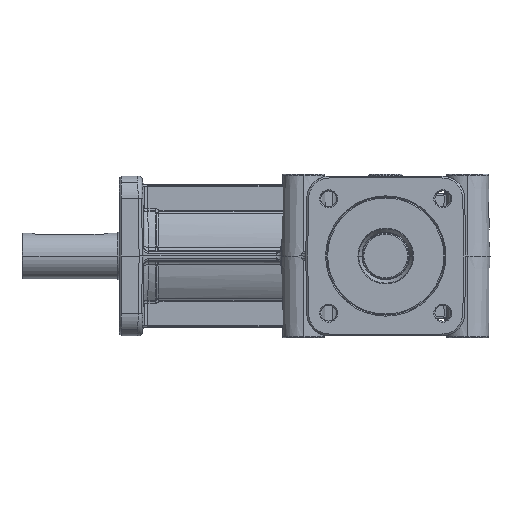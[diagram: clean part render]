
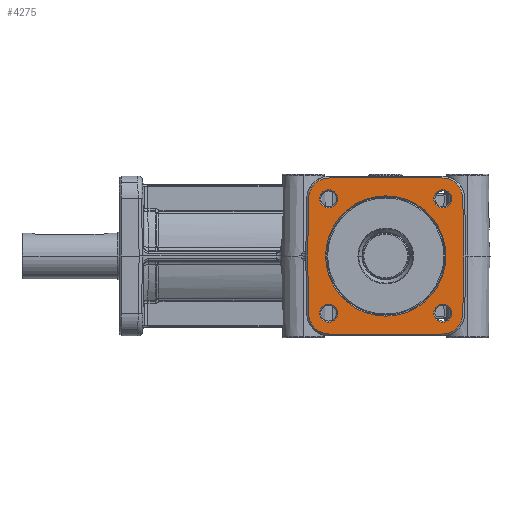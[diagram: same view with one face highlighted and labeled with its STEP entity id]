
A CAD part, left-side view. The second image highlights one B-rep face of the part: STEP entity #4275.
In plain terms, the highlighted planar face has unit normal (-1, 0, 0).
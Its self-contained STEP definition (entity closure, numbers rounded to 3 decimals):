
#4275=ADVANCED_FACE('',(#10851,#10852,#10853,#10854,#10855,#10856),#10857,.T.);
#10851=FACE_OUTER_BOUND('',#20876,.T.);
#10852=FACE_BOUND('',#20877,.T.);
#10853=FACE_BOUND('',#20878,.T.);
#10854=FACE_BOUND('',#20879,.T.);
#10855=FACE_BOUND('',#20880,.T.);
#10856=FACE_BOUND('',#20881,.T.);
#10857=PLANE('',#20882);
#20876=EDGE_LOOP('',(#98818,#98819,#98820,#98821,#98822,#98823,#98824,#98825,#98826,#98827,#98828,#98829,#98830,#98831));
#20877=EDGE_LOOP('',(#98832,#98833));
#20878=EDGE_LOOP('',(#98834,#98835));
#20879=EDGE_LOOP('',(#98836,#98837));
#20880=EDGE_LOOP('',(#98838,#98839));
#20881=EDGE_LOOP('',(#98840,#98841));
#20882=AXIS2_PLACEMENT_3D('',#98842,#98843,#98844);
#98818=ORIENTED_EDGE('',*,*,#119537,.F.);
#98819=ORIENTED_EDGE('',*,*,#119538,.F.);
#98820=ORIENTED_EDGE('',*,*,#117435,.F.);
#98821=ORIENTED_EDGE('',*,*,#119539,.F.);
#98822=ORIENTED_EDGE('',*,*,#119540,.F.);
#98823=ORIENTED_EDGE('',*,*,#117427,.F.);
#98824=ORIENTED_EDGE('',*,*,#119541,.F.);
#98825=ORIENTED_EDGE('',*,*,#119542,.F.);
#98826=ORIENTED_EDGE('',*,*,#119543,.F.);
#98827=ORIENTED_EDGE('',*,*,#117423,.F.);
#98828=ORIENTED_EDGE('',*,*,#119544,.F.);
#98829=ORIENTED_EDGE('',*,*,#119545,.F.);
#98830=ORIENTED_EDGE('',*,*,#117431,.F.);
#98831=ORIENTED_EDGE('',*,*,#119546,.F.);
#98832=ORIENTED_EDGE('',*,*,#119547,.F.);
#98833=ORIENTED_EDGE('',*,*,#117539,.F.);
#98834=ORIENTED_EDGE('',*,*,#119548,.F.);
#98835=ORIENTED_EDGE('',*,*,#117519,.F.);
#98836=ORIENTED_EDGE('',*,*,#119549,.F.);
#98837=ORIENTED_EDGE('',*,*,#117510,.F.);
#98838=ORIENTED_EDGE('',*,*,#119550,.F.);
#98839=ORIENTED_EDGE('',*,*,#117530,.F.);
#98840=ORIENTED_EDGE('',*,*,#119534,.F.);
#98841=ORIENTED_EDGE('',*,*,#119268,.F.);
#98842=CARTESIAN_POINT('',(-75.0,18.5,0.0));
#98843=DIRECTION('',(-1.0,0.0,0.0));
#98844=DIRECTION('',(0.0,0.0,1.0));
#117423=EDGE_CURVE('',#128598,#128600,#128601,.T.);
#117427=EDGE_CURVE('',#128604,#128606,#128607,.T.);
#117431=EDGE_CURVE('',#128610,#128612,#128613,.T.);
#117435=EDGE_CURVE('',#128616,#128618,#128619,.T.);
#117510=EDGE_CURVE('',#128734,#128736,#128737,.T.);
#117519=EDGE_CURVE('',#128749,#128751,#128752,.T.);
#117530=EDGE_CURVE('',#128768,#128770,#128771,.T.);
#117539=EDGE_CURVE('',#128782,#128784,#128785,.T.);
#119268=EDGE_CURVE('',#131824,#131826,#131827,.T.);
#119534=EDGE_CURVE('',#131826,#131824,#132205,.T.);
#119537=EDGE_CURVE('',#132208,#132209,#132210,.T.);
#119538=EDGE_CURVE('',#128618,#132208,#132211,.T.);
#119539=EDGE_CURVE('',#132212,#128616,#132213,.T.);
#119540=EDGE_CURVE('',#128606,#132212,#132214,.T.);
#119541=EDGE_CURVE('',#132215,#128604,#132216,.T.);
#119542=EDGE_CURVE('',#132217,#132215,#132218,.T.);
#119543=EDGE_CURVE('',#128600,#132217,#132219,.T.);
#119544=EDGE_CURVE('',#132220,#128598,#132221,.T.);
#119545=EDGE_CURVE('',#128612,#132220,#132222,.T.);
#119546=EDGE_CURVE('',#132209,#128610,#132223,.T.);
#119547=EDGE_CURVE('',#128784,#128782,#132224,.T.);
#119548=EDGE_CURVE('',#128751,#128749,#132225,.T.);
#119549=EDGE_CURVE('',#128736,#128734,#132226,.T.);
#119550=EDGE_CURVE('',#128770,#128768,#132227,.T.);
#128598=VERTEX_POINT('',#145219);
#128600=VERTEX_POINT('',#145222);
#128601=CIRCLE('',#145223,11.0);
#128604=VERTEX_POINT('',#145227);
#128606=VERTEX_POINT('',#145230);
#128607=CIRCLE('',#145231,11.0);
#128610=VERTEX_POINT('',#145235);
#128612=VERTEX_POINT('',#145238);
#128613=CIRCLE('',#145239,11.0);
#128616=VERTEX_POINT('',#145243);
#128618=VERTEX_POINT('',#145246);
#128619=CIRCLE('',#145247,11.0);
#128734=VERTEX_POINT('',#145424);
#128736=VERTEX_POINT('',#145427);
#128737=CIRCLE('',#145428,4.765);
#128749=VERTEX_POINT('',#145443);
#128751=VERTEX_POINT('',#145446);
#128752=CIRCLE('',#145447,4.765);
#128768=VERTEX_POINT('',#145491);
#128770=VERTEX_POINT('',#145494);
#128771=CIRCLE('',#145495,4.765);
#128782=VERTEX_POINT('',#145509);
#128784=VERTEX_POINT('',#145512);
#128785=CIRCLE('',#145513,4.765);
#131824=VERTEX_POINT('',#152234);
#131826=VERTEX_POINT('',#152237);
#131827=CIRCLE('',#152238,31.577);
#132205=CIRCLE('',#152891,31.577);
#132208=VERTEX_POINT('',#152894);
#132209=VERTEX_POINT('',#152895);
#132210=LINE('',#152896,#152897);
#132211=LINE('',#152898,#152899);
#132212=VERTEX_POINT('',#152900);
#132213=CIRCLE('',#152901,11.0);
#132214=LINE('',#152902,#152903);
#132215=VERTEX_POINT('',#152904);
#132216=CIRCLE('',#152905,11.0);
#132217=VERTEX_POINT('',#152906);
#132218=LINE('',#152907,#152908);
#132219=LINE('',#152909,#152910);
#132220=VERTEX_POINT('',#152911);
#132221=CIRCLE('',#152912,11.0);
#132222=LINE('',#152913,#152914);
#132223=CIRCLE('',#152915,11.0);
#132224=CIRCLE('',#152916,4.765);
#132225=CIRCLE('',#152917,4.765);
#132226=CIRCLE('',#152918,4.765);
#132227=CIRCLE('',#152919,4.765);
#145219=CARTESIAN_POINT('',(-75.0,37.185,-37.846));
#145222=CARTESIAN_POINT('',(-75.0,40.473,-30.192));
#145223=AXIS2_PLACEMENT_3D('',#185193,#185194,#185195);
#145227=CARTESIAN_POINT('',(-75.0,37.185,37.846));
#145230=CARTESIAN_POINT('',(-75.0,29.475,41.0));
#145231=AXIS2_PLACEMENT_3D('',#185198,#185199,#185200);
#145235=CARTESIAN_POINT('',(-75.0,-37.185,-37.846));
#145238=CARTESIAN_POINT('',(-75.0,-29.475,-41.0));
#145239=AXIS2_PLACEMENT_3D('',#185203,#185204,#185205);
#145243=CARTESIAN_POINT('',(-75.0,-37.185,37.846));
#145246=CARTESIAN_POINT('',(-75.0,-40.473,30.192));
#145247=AXIS2_PLACEMENT_3D('',#185208,#185209,#185210);
#145424=CARTESIAN_POINT('',(-75.0,25.235,-30.0));
#145427=CARTESIAN_POINT('',(-75.0,34.765,-30.0));
#145428=AXIS2_PLACEMENT_3D('',#185305,#185306,#185307);
#145443=CARTESIAN_POINT('',(-75.0,-34.765,30.0));
#145446=CARTESIAN_POINT('',(-75.0,-25.235,30.0));
#145447=AXIS2_PLACEMENT_3D('',#185318,#185319,#185320);
#145491=CARTESIAN_POINT('',(-75.0,-34.765,-30.0));
#145494=CARTESIAN_POINT('',(-75.0,-25.235,-30.0));
#145495=AXIS2_PLACEMENT_3D('',#185334,#185335,#185336);
#145509=CARTESIAN_POINT('',(-75.0,25.235,30.0));
#145512=CARTESIAN_POINT('',(-75.0,34.765,30.0));
#145513=AXIS2_PLACEMENT_3D('',#185347,#185348,#185349);
#152234=CARTESIAN_POINT('',(-75.0,31.577,0.));
#152237=CARTESIAN_POINT('',(-75.0,-31.577,0.));
#152238=AXIS2_PLACEMENT_3D('',#187479,#187480,#187481);
#152891=AXIS2_PLACEMENT_3D('',#187817,#187818,#187819);
#152894=CARTESIAN_POINT('',(-75.0,-41.,0.));
#152895=CARTESIAN_POINT('',(-75.0,-40.473,-30.192));
#152896=CARTESIAN_POINT('',(-75.0,-41.,0.));
#152897=VECTOR('',#187820,30.197);
#152898=CARTESIAN_POINT('',(-75.0,-40.473,30.192));
#152899=VECTOR('',#187821,30.197);
#152900=CARTESIAN_POINT('',(-75.0,-29.475,41.0));
#152901=AXIS2_PLACEMENT_3D('',#187822,#187823,#187824);
#152902=CARTESIAN_POINT('',(-75.0,29.475,41.0));
#152903=VECTOR('',#187825,58.949);
#152904=CARTESIAN_POINT('',(-75.0,40.473,30.192));
#152905=AXIS2_PLACEMENT_3D('',#187826,#187827,#187828);
#152906=CARTESIAN_POINT('',(-75.0,41.,0.));
#152907=CARTESIAN_POINT('',(-75.0,41.,0.));
#152908=VECTOR('',#187829,30.197);
#152909=CARTESIAN_POINT('',(-75.0,40.473,-30.192));
#152910=VECTOR('',#187830,30.197);
#152911=CARTESIAN_POINT('',(-75.0,29.475,-41.0));
#152912=AXIS2_PLACEMENT_3D('',#187831,#187832,#187833);
#152913=CARTESIAN_POINT('',(-75.0,-29.475,-41.0));
#152914=VECTOR('',#187834,58.949);
#152915=AXIS2_PLACEMENT_3D('',#187835,#187836,#187837);
#152916=AXIS2_PLACEMENT_3D('',#187838,#187839,#187840);
#152917=AXIS2_PLACEMENT_3D('',#187841,#187842,#187843);
#152918=AXIS2_PLACEMENT_3D('',#187844,#187845,#187846);
#152919=AXIS2_PLACEMENT_3D('',#187847,#187848,#187849);
#185193=CARTESIAN_POINT('',(-75.0,29.475,-30.0));
#185194=DIRECTION('',(1.0,0.0,0.0));
#185195=DIRECTION('',(0.0,0.701,-0.713));
#185198=CARTESIAN_POINT('',(-75.0,29.475,30.0));
#185199=DIRECTION('',(1.0,0.0,-0.0));
#185200=DIRECTION('',(0.0,0.701,0.713));
#185203=CARTESIAN_POINT('',(-75.0,-29.475,-30.0));
#185204=DIRECTION('',(1.0,0.0,0.0));
#185205=DIRECTION('',(0.0,-0.701,-0.713));
#185208=CARTESIAN_POINT('',(-75.0,-29.475,30.0));
#185209=DIRECTION('',(1.0,0.0,0.0));
#185210=DIRECTION('',(0.0,-0.701,0.713));
#185305=CARTESIAN_POINT('',(-75.0,30.0,-30.0));
#185306=DIRECTION('',(-1.0,0.0,0.0));
#185307=DIRECTION('',(0.0,-1.0,0.0));
#185318=CARTESIAN_POINT('',(-75.0,-30.0,30.0));
#185319=DIRECTION('',(-1.0,0.0,0.0));
#185320=DIRECTION('',(0.0,-1.0,0.0));
#185334=CARTESIAN_POINT('',(-75.0,-30.0,-30.0));
#185335=DIRECTION('',(-1.0,0.0,0.0));
#185336=DIRECTION('',(0.0,-1.0,0.0));
#185347=CARTESIAN_POINT('',(-75.0,30.0,30.0));
#185348=DIRECTION('',(-1.0,0.0,0.0));
#185349=DIRECTION('',(0.0,-1.0,0.0));
#187479=CARTESIAN_POINT('',(-75.0,0.0,0.0));
#187480=DIRECTION('',(-1.0,0.0,0.0));
#187481=DIRECTION('',(0.0,1.0,0.0));
#187817=CARTESIAN_POINT('',(-75.0,0.0,0.0));
#187818=DIRECTION('',(-1.0,0.0,0.0));
#187819=DIRECTION('',(0.0,1.0,0.0));
#187820=DIRECTION('',(0.0,0.017,-1.));
#187821=DIRECTION('',(0.0,-0.017,-1.));
#187822=CARTESIAN_POINT('',(-75.0,-29.475,30.0));
#187823=DIRECTION('',(1.0,0.0,0.0));
#187824=DIRECTION('',(0.0,-0.701,0.713));
#187825=DIRECTION('',(0.0,-1.0,0.0));
#187826=CARTESIAN_POINT('',(-75.0,29.475,30.0));
#187827=DIRECTION('',(1.0,0.0,-0.0));
#187828=DIRECTION('',(0.0,0.701,0.713));
#187829=DIRECTION('',(0.0,-0.017,1.));
#187830=DIRECTION('',(0.0,0.017,1.));
#187831=CARTESIAN_POINT('',(-75.0,29.475,-30.0));
#187832=DIRECTION('',(1.0,0.0,0.0));
#187833=DIRECTION('',(0.0,0.701,-0.713));
#187834=DIRECTION('',(0.0,1.0,0.0));
#187835=CARTESIAN_POINT('',(-75.0,-29.475,-30.0));
#187836=DIRECTION('',(1.0,0.0,0.0));
#187837=DIRECTION('',(0.0,-0.701,-0.713));
#187838=CARTESIAN_POINT('',(-75.0,30.0,30.0));
#187839=DIRECTION('',(-1.0,0.0,0.0));
#187840=DIRECTION('',(0.0,-1.0,0.0));
#187841=CARTESIAN_POINT('',(-75.0,-30.0,30.0));
#187842=DIRECTION('',(-1.0,0.0,0.0));
#187843=DIRECTION('',(0.0,-1.0,0.0));
#187844=CARTESIAN_POINT('',(-75.0,30.0,-30.0));
#187845=DIRECTION('',(-1.0,0.0,0.0));
#187846=DIRECTION('',(0.0,-1.0,0.0));
#187847=CARTESIAN_POINT('',(-75.0,-30.0,-30.0));
#187848=DIRECTION('',(-1.0,0.0,0.0));
#187849=DIRECTION('',(0.0,-1.0,0.0));
